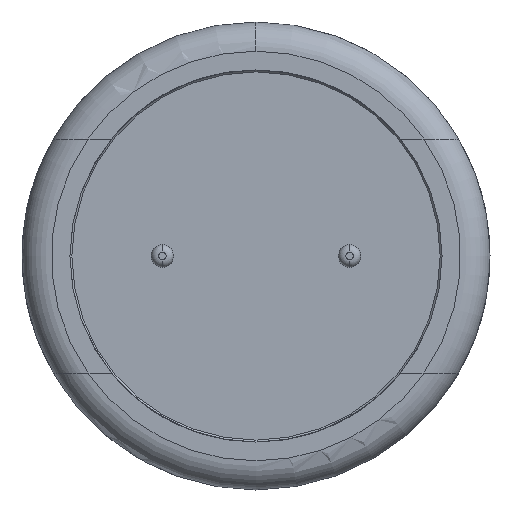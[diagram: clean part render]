
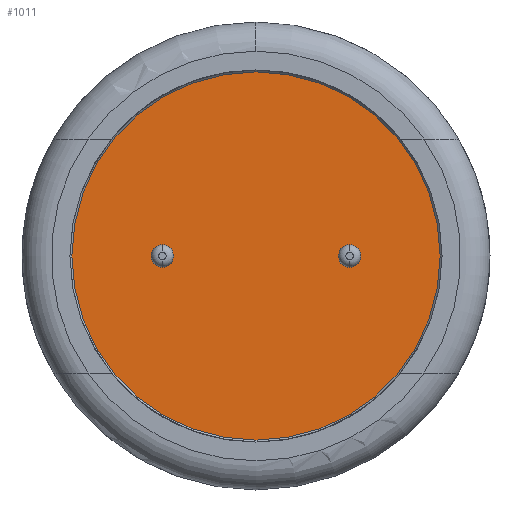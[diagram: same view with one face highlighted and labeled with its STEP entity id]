
A CAD part, front view. The second image highlights one B-rep face of the part: STEP entity #1011.
In plain terms, the highlighted planar face has unit normal (0, -1, 0).
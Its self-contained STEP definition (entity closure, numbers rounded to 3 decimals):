
#91 = CARTESIAN_POINT ( 'NONE',  ( 2.5, 0.1, 0. ) ) ;
#156 = PLANE ( 'NONE',  #6627 ) ;
#190 = FACE_OUTER_BOUND ( 'NONE', #2582, .T. ) ;
#237 = DIRECTION ( 'NONE',  ( 0., 0., 1. ) ) ;
#238 = DIRECTION ( 'NONE',  ( 0., 0., -1. ) ) ;
#273 = ORIENTED_EDGE ( 'NONE', *, *, #3800, .T. ) ;
#447 = CIRCLE ( 'NONE', #4303, 0.3 ) ;
#657 = CARTESIAN_POINT ( 'NONE',  ( 0., 0.1, 0. ) ) ;
#716 = VERTEX_POINT ( 'NONE', #5215 ) ;
#720 = CARTESIAN_POINT ( 'NONE',  ( 2.5, 0.1, 0. ) ) ;
#781 = DIRECTION ( 'NONE',  ( 0., 0., -1. ) ) ;
#919 = VERTEX_POINT ( 'NONE', #5297 ) ;
#1011 = ADVANCED_FACE ( 'NONE', ( #3370, #6482, #190 ), #156, .T. ) ;
#1268 = CARTESIAN_POINT ( 'NONE',  ( 0., 0.1, 0. ) ) ;
#1551 = ORIENTED_EDGE ( 'NONE', *, *, #1872, .F. ) ;
#1664 = CIRCLE ( 'NONE', #5416, 4.919 ) ;
#1748 = AXIS2_PLACEMENT_3D ( 'NONE', #5411, #3794, #237 ) ;
#1872 = EDGE_CURVE ( 'NONE', #716, #2053, #6177, .T. ) ;
#1999 = EDGE_CURVE ( 'NONE', #2053, #716, #447, .T. ) ;
#2053 = VERTEX_POINT ( 'NONE', #6562 ) ;
#2106 = ORIENTED_EDGE ( 'NONE', *, *, #3881, .F. ) ;
#2248 = DIRECTION ( 'NONE',  ( 0., -1., 0. ) ) ;
#2270 = DIRECTION ( 'NONE',  ( 0., -1., 0. ) ) ;
#2311 = CARTESIAN_POINT ( 'NONE',  ( 0., 0.1, -4.919 ) ) ;
#2480 = EDGE_CURVE ( 'NONE', #4865, #3256, #1664, .T. ) ;
#2582 = EDGE_LOOP ( 'NONE', ( #273, #3510 ) ) ;
#2688 = DIRECTION ( 'NONE',  ( 0., 0., -1. ) ) ;
#2723 = ORIENTED_EDGE ( 'NONE', *, *, #1999, .F. ) ;
#2746 = DIRECTION ( 'NONE',  ( 0., 0., -1. ) ) ;
#2752 = CARTESIAN_POINT ( 'NONE',  ( 0., 0.1, 4.919 ) ) ;
#2795 = DIRECTION ( 'NONE',  ( 0., -1., 0. ) ) ;
#3017 = CIRCLE ( 'NONE', #3566, 0.3 ) ;
#3078 = ORIENTED_EDGE ( 'NONE', *, *, #3738, .F. ) ;
#3256 = VERTEX_POINT ( 'NONE', #2311 ) ;
#3370 = FACE_BOUND ( 'NONE', #4784, .T. ) ;
#3510 = ORIENTED_EDGE ( 'NONE', *, *, #2480, .T. ) ;
#3566 = AXIS2_PLACEMENT_3D ( 'NONE', #91, #2248, #238 ) ;
#3583 = DIRECTION ( 'NONE',  ( 0., 0., 1. ) ) ;
#3738 = EDGE_CURVE ( 'NONE', #4994, #919, #3017, .T. ) ;
#3794 = DIRECTION ( 'NONE',  ( 0., -1., 0. ) ) ;
#3800 = EDGE_CURVE ( 'NONE', #3256, #4865, #4657, .T. ) ;
#3865 = DIRECTION ( 'NONE',  ( 0., -1., 0. ) ) ;
#3881 = EDGE_CURVE ( 'NONE', #919, #4994, #4455, .T. ) ;
#4303 = AXIS2_PLACEMENT_3D ( 'NONE', #6166, #5098, #3583 ) ;
#4448 = DIRECTION ( 'NONE',  ( 0., 0., -1. ) ) ;
#4455 = CIRCLE ( 'NONE', #5126, 0.3 ) ;
#4657 = CIRCLE ( 'NONE', #5106, 4.919 ) ;
#4784 = EDGE_LOOP ( 'NONE', ( #1551, #2723 ) ) ;
#4865 = VERTEX_POINT ( 'NONE', #2752 ) ;
#4994 = VERTEX_POINT ( 'NONE', #6187 ) ;
#5098 = DIRECTION ( 'NONE',  ( 0., -1., 0. ) ) ;
#5106 = AXIS2_PLACEMENT_3D ( 'NONE', #1268, #3865, #4448 ) ;
#5126 = AXIS2_PLACEMENT_3D ( 'NONE', #720, #2795, #2688 ) ;
#5215 = CARTESIAN_POINT ( 'NONE',  ( -2.5, 0.1, 0.3 ) ) ;
#5297 = CARTESIAN_POINT ( 'NONE',  ( 2.5, 0.1, 0.3 ) ) ;
#5411 = CARTESIAN_POINT ( 'NONE',  ( -2.5, 0.1, 0. ) ) ;
#5416 = AXIS2_PLACEMENT_3D ( 'NONE', #657, #5457, #2746 ) ;
#5457 = DIRECTION ( 'NONE',  ( 0., -1., 0. ) ) ;
#6166 = CARTESIAN_POINT ( 'NONE',  ( -2.5, 0.1, 0. ) ) ;
#6168 = EDGE_LOOP ( 'NONE', ( #2106, #3078 ) ) ;
#6177 = CIRCLE ( 'NONE', #1748, 0.3 ) ;
#6187 = CARTESIAN_POINT ( 'NONE',  ( 2.5, 0.1, -0.3 ) ) ;
#6482 = FACE_BOUND ( 'NONE', #6168, .T. ) ;
#6554 = CARTESIAN_POINT ( 'NONE',  ( 0., 0.1, 0. ) ) ;
#6562 = CARTESIAN_POINT ( 'NONE',  ( -2.5, 0.1, -0.3 ) ) ;
#6627 = AXIS2_PLACEMENT_3D ( 'NONE', #6554, #2270, #781 ) ;
